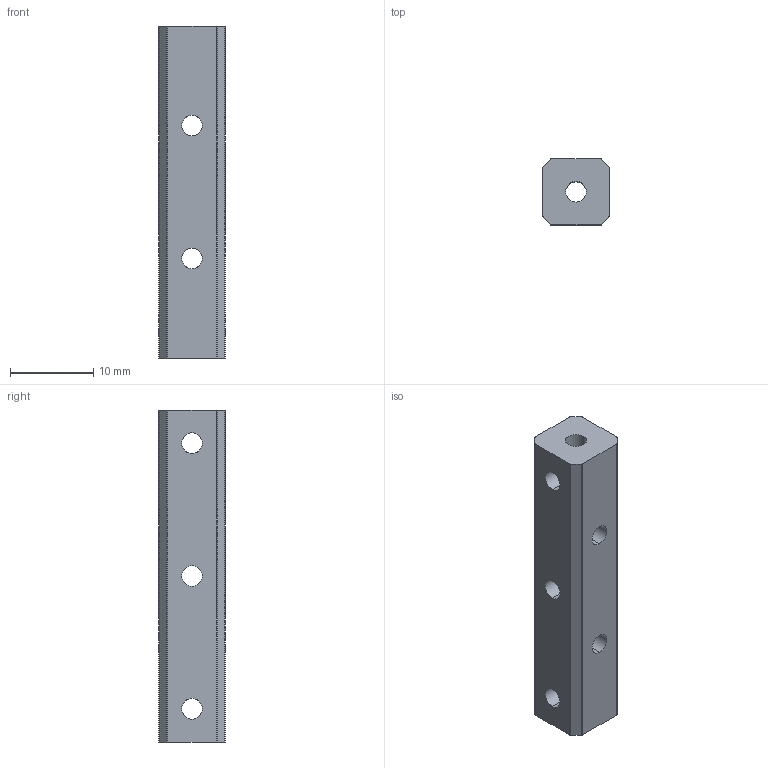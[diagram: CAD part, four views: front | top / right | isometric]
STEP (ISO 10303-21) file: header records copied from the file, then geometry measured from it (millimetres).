
FILE_DESCRIPTION (( 'STEP AP203' ), '1' );
FILE_NAME ('REV-41-1732.STEP', '2019-07-12T00:41:38', ( '' ), ( '' ), 'SwSTEP 2.0', 'SolidWorks 2018', '' );
FILE_SCHEMA (( 'CONFIG_CONTROL_DESIGN' ));
Length unit declared in the file: millimetre
Products named in the file (1): REV-41-1732
Bounding box: 8 x 8 x 40 mm (x, y, z)
Volume: 2139 mm3; surface area: 1751.2 mm2
Topology: 1 solids, 1 shells, 50 faces, 144 edges, 86 vertices
Faces by surface type: cylinder 40, plane 10
Entity records: 1729 total; most frequent: CARTESIAN_POINT 401, ORIENTED_EDGE 288, DIRECTION 246, EDGE_CURVE 144, AXIS2_PLACEMENT_3D 91, VERTEX_POINT 86, LINE 64, VECTOR 64
